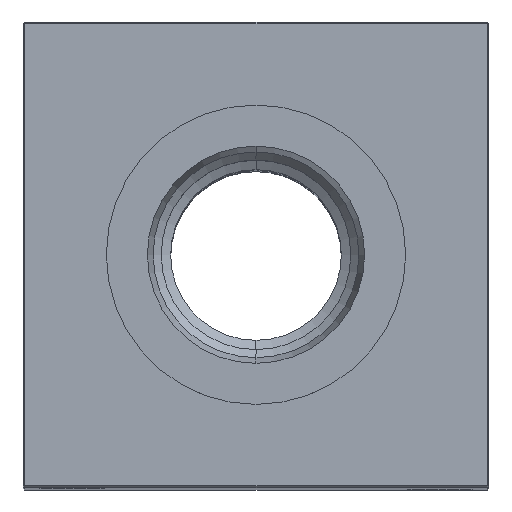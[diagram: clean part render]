
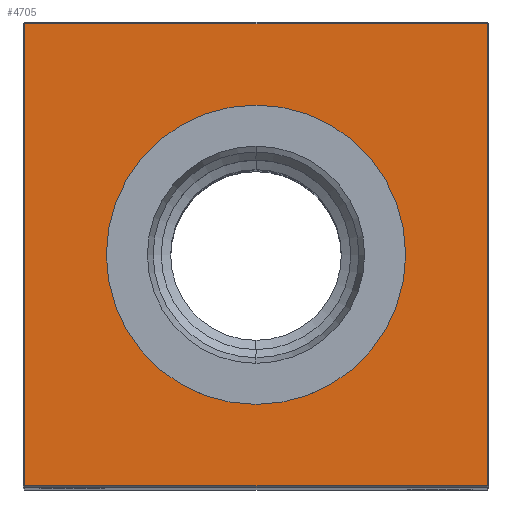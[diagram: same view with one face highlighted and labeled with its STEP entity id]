
A CAD part, top view. The second image highlights one B-rep face of the part: STEP entity #4705.
In plain terms, the highlighted planar face has unit normal (0, 0, 1).
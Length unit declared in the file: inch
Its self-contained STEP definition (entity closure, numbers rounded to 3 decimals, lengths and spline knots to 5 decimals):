
#236 = FACE_BOUND ( 'NONE', #9969, .T. ) ;
#1214 = VERTEX_POINT ( 'NONE', #10328 ) ;
#1477 = DIRECTION ( 'NONE',  ( 0., 1., 0. ) ) ;
#1479 = AXIS2_PLACEMENT_3D ( 'NONE', #23418, #5940, #19010 ) ;
#2375 = ORIENTED_EDGE ( 'NONE', *, *, #13861, .T. ) ;
#2664 = LINE ( 'NONE', #17702, #19944 ) ;
#2811 = LINE ( 'NONE', #24397, #20373 ) ;
#2864 = CARTESIAN_POINT ( 'NONE',  ( 1.49, 1.49, 9.25 ) ) ;
#3317 = DIRECTION ( 'NONE',  ( -1., 0., 0. ) ) ;
#4174 = AXIS2_PLACEMENT_3D ( 'NONE', #24770, #18492, #3317 ) ;
#4705 = ADVANCED_FACE ( 'NONE', ( #12700, #236 ), #15398, .F. ) ;
#5940 = DIRECTION ( 'NONE',  ( 0., 0., -1. ) ) ;
#6896 = ORIENTED_EDGE ( 'NONE', *, *, #27972, .T. ) ;
#7570 = CARTESIAN_POINT ( 'NONE',  ( -1.49, 1.49, 9.25 ) ) ;
#7725 = CIRCLE ( 'NONE', #1479, 0.96457 ) ;
#9226 = VECTOR ( 'NONE', #26091, 39.37008 ) ;
#9722 = CARTESIAN_POINT ( 'NONE',  ( 0., 0.96457, 9.25 ) ) ;
#9930 = VERTEX_POINT ( 'NONE', #10637 ) ;
#9969 = EDGE_LOOP ( 'NONE', ( #22675, #14313 ) ) ;
#10328 = CARTESIAN_POINT ( 'NONE',  ( 0., -0.96457, 9.25 ) ) ;
#10637 = CARTESIAN_POINT ( 'NONE',  ( -1.49, -1.49, 9.25 ) ) ;
#10769 = ORIENTED_EDGE ( 'NONE', *, *, #22031, .T. ) ;
#11388 = EDGE_CURVE ( 'NONE', #1214, #20230, #7725, .T. ) ;
#12700 = FACE_OUTER_BOUND ( 'NONE', #22917, .T. ) ;
#13861 = EDGE_CURVE ( 'NONE', #16157, #9930, #25742, .T. ) ;
#14252 = ORIENTED_EDGE ( 'NONE', *, *, #22957, .T. ) ;
#14313 = ORIENTED_EDGE ( 'NONE', *, *, #11388, .T. ) ;
#14515 = CARTESIAN_POINT ( 'NONE',  ( 1.49, 0., 9.25 ) ) ;
#15276 = EDGE_CURVE ( 'NONE', #20230, #1214, #19120, .T. ) ;
#15398 = PLANE ( 'NONE',  #17471 ) ;
#16157 = VERTEX_POINT ( 'NONE', #7570 ) ;
#17471 = AXIS2_PLACEMENT_3D ( 'NONE', #21372, #23784, #21928 ) ;
#17702 = CARTESIAN_POINT ( 'NONE',  ( 0., -1.49, 9.25 ) ) ;
#17847 = DIRECTION ( 'NONE',  ( -1., 0., 0. ) ) ;
#18017 = VECTOR ( 'NONE', #1477, 39.37008 ) ;
#18492 = DIRECTION ( 'NONE',  ( 0., 0., -1. ) ) ;
#18901 = VERTEX_POINT ( 'NONE', #2864 ) ;
#19010 = DIRECTION ( 'NONE',  ( -1., 0., 0. ) ) ;
#19120 = CIRCLE ( 'NONE', #4174, 0.96457 ) ;
#19383 = CARTESIAN_POINT ( 'NONE',  ( -1.49, 0., 9.25 ) ) ;
#19944 = VECTOR ( 'NONE', #26386, 39.37008 ) ;
#20230 = VERTEX_POINT ( 'NONE', #9722 ) ;
#20373 = VECTOR ( 'NONE', #17847, 39.37008 ) ;
#20667 = VERTEX_POINT ( 'NONE', #24148 ) ;
#21372 = CARTESIAN_POINT ( 'NONE',  ( 0., 0., 9.25 ) ) ;
#21928 = DIRECTION ( 'NONE',  ( -1., 0., 0. ) ) ;
#22031 = EDGE_CURVE ( 'NONE', #9930, #20667, #2664, .T. ) ;
#22675 = ORIENTED_EDGE ( 'NONE', *, *, #15276, .T. ) ;
#22917 = EDGE_LOOP ( 'NONE', ( #2375, #10769, #6896, #14252 ) ) ;
#22957 = EDGE_CURVE ( 'NONE', #18901, #16157, #2811, .T. ) ;
#23418 = CARTESIAN_POINT ( 'NONE',  ( 0., 0., 9.25 ) ) ;
#23784 = DIRECTION ( 'NONE',  ( 0., 0., -1. ) ) ;
#24148 = CARTESIAN_POINT ( 'NONE',  ( 1.49, -1.49, 9.25 ) ) ;
#24397 = CARTESIAN_POINT ( 'NONE',  ( 0., 1.49, 9.25 ) ) ;
#24770 = CARTESIAN_POINT ( 'NONE',  ( 0., 0., 9.25 ) ) ;
#25332 = LINE ( 'NONE', #14515, #18017 ) ;
#25742 = LINE ( 'NONE', #19383, #9226 ) ;
#26091 = DIRECTION ( 'NONE',  ( 0., -1., 0. ) ) ;
#26386 = DIRECTION ( 'NONE',  ( 1., 0., 0. ) ) ;
#27972 = EDGE_CURVE ( 'NONE', #20667, #18901, #25332, .T. ) ;
